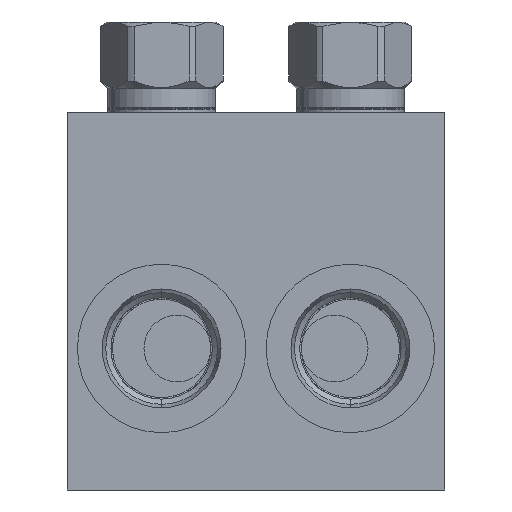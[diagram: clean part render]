
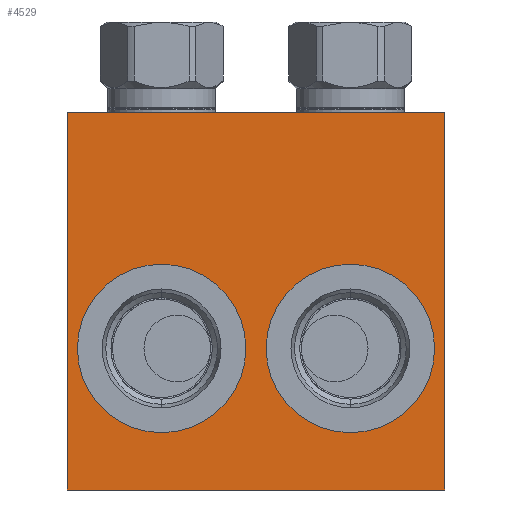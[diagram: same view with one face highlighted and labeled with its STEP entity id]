
A CAD part, left-side view. The second image highlights one B-rep face of the part: STEP entity #4529.
In plain terms, the highlighted planar face has unit normal (-1, 0, 0).
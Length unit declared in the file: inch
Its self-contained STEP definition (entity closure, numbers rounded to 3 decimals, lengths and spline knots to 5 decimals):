
#1=DIRECTION('',(0.,-1.,0.));
#2=VECTOR('',#1,3.);
#3=CARTESIAN_POINT('',(0.,0.,0.));
#4=LINE('',#3,#2);
#27=DIRECTION('',(0.,0.,1.));
#28=VECTOR('',#27,3.);
#29=CARTESIAN_POINT('',(0.,0.,0.));
#30=LINE('',#29,#28);
#31=CARTESIAN_POINT('',(0.,-2.25,1.125));
#32=DIRECTION('',(1.,0.,0.));
#33=DIRECTION('',(0.,0.,-1.));
#34=AXIS2_PLACEMENT_3D('',#31,#32,#33);
#36=CARTESIAN_POINT('',(0.,-2.25,1.125));
#37=DIRECTION('',(1.,0.,0.));
#38=DIRECTION('',(0.,0.,1.));
#39=AXIS2_PLACEMENT_3D('',#36,#37,#38);
#41=CARTESIAN_POINT('',(0.,-0.75,1.125));
#42=DIRECTION('',(1.,0.,0.));
#43=DIRECTION('',(0.,0.,-1.));
#44=AXIS2_PLACEMENT_3D('',#41,#42,#43);
#46=CARTESIAN_POINT('',(0.,-0.75,1.125));
#47=DIRECTION('',(1.,0.,0.));
#48=DIRECTION('',(0.,0.,1.));
#49=AXIS2_PLACEMENT_3D('',#46,#47,#48);
#119=DIRECTION('',(0.,0.,1.));
#120=VECTOR('',#119,3.);
#121=CARTESIAN_POINT('',(0.,-3.,0.));
#122=LINE('',#121,#120);
#143=DIRECTION('',(0.,-1.,0.));
#144=VECTOR('',#143,3.);
#145=CARTESIAN_POINT('',(0.,0.,3.));
#146=LINE('',#145,#144);
#3932=CARTESIAN_POINT('',(0.,0.,0.));
#3933=CARTESIAN_POINT('',(0.,-3.,0.));
#3934=VERTEX_POINT('',#3932);
#3935=VERTEX_POINT('',#3933);
#3940=CARTESIAN_POINT('',(0.,0.,3.));
#3941=CARTESIAN_POINT('',(0.,-3.,3.));
#3942=VERTEX_POINT('',#3940);
#3943=VERTEX_POINT('',#3941);
#4339=CARTESIAN_POINT('',(0.,-2.25,0.4555));
#4341=VERTEX_POINT('',#4339);
#4343=CARTESIAN_POINT('',(0.,-2.25,1.7945));
#4345=VERTEX_POINT('',#4343);
#4377=CARTESIAN_POINT('',(0.,-0.75,0.4555));
#4379=VERTEX_POINT('',#4377);
#4381=CARTESIAN_POINT('',(0.,-0.75,1.7945));
#4383=VERTEX_POINT('',#4381);
#4503=CARTESIAN_POINT('',(0.,0.,0.));
#4504=DIRECTION('',(-1.,0.,0.));
#4505=DIRECTION('',(0.,-1.,0.));
#4506=AXIS2_PLACEMENT_3D('',#4503,#4504,#4505);
#4507=PLANE('',#4506);
#4508=ORIENTED_EDGE('',*,*,#4486,.F.);
#4510=ORIENTED_EDGE('',*,*,#4509,.T.);
#4512=ORIENTED_EDGE('',*,*,#4511,.T.);
#4514=ORIENTED_EDGE('',*,*,#4513,.F.);
#4515=EDGE_LOOP('',(#4508,#4510,#4512,#4514));
#4516=FACE_OUTER_BOUND('',#4515,.F.);
#4518=ORIENTED_EDGE('',*,*,#4517,.F.);
#4520=ORIENTED_EDGE('',*,*,#4519,.F.);
#4521=EDGE_LOOP('',(#4518,#4520));
#4522=FACE_BOUND('',#4521,.F.);
#4524=ORIENTED_EDGE('',*,*,#4523,.F.);
#4526=ORIENTED_EDGE('',*,*,#4525,.F.);
#4527=EDGE_LOOP('',(#4524,#4526));
#4528=FACE_BOUND('',#4527,.F.);
#4529=ADVANCED_FACE('',(#4516,#4522,#4528),#4507,.T.);
#35=CIRCLE('',#34,0.6695);
#40=CIRCLE('',#39,0.6695);
#45=CIRCLE('',#44,0.6695);
#50=CIRCLE('',#49,0.6695);
#4486=EDGE_CURVE('',#3934,#3935,#4,.T.);
#4509=EDGE_CURVE('',#3934,#3942,#30,.T.);
#4511=EDGE_CURVE('',#3942,#3943,#146,.T.);
#4513=EDGE_CURVE('',#3935,#3943,#122,.T.);
#4517=EDGE_CURVE('',#4341,#4345,#35,.T.);
#4519=EDGE_CURVE('',#4345,#4341,#40,.T.);
#4523=EDGE_CURVE('',#4379,#4383,#45,.T.);
#4525=EDGE_CURVE('',#4383,#4379,#50,.T.);
